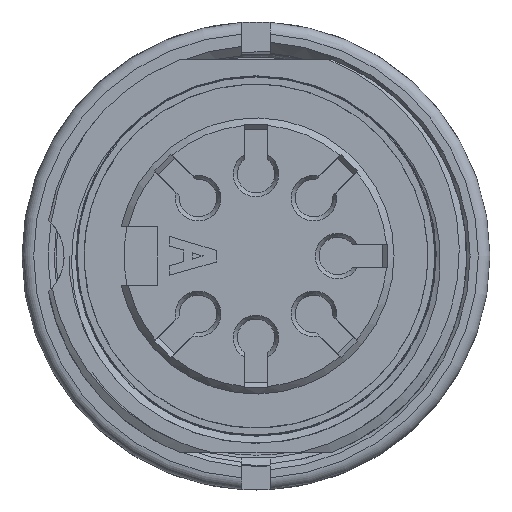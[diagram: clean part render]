
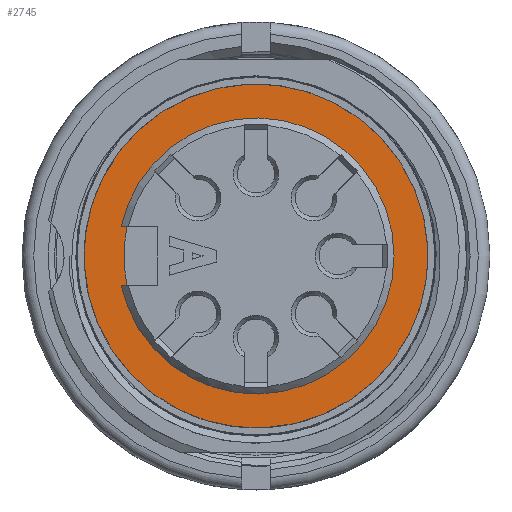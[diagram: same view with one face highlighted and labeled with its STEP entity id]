
A CAD part, front view. The second image highlights one B-rep face of the part: STEP entity #2745.
In plain terms, the highlighted planar face has unit normal (0, -1, 0).
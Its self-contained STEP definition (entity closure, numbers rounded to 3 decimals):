
#1842=FACE_BOUND('',#4019,.T.);
#1843=FACE_BOUND('',#4020,.T.);
#2031=CIRCLE('',#11207,5.9);
#2076=CIRCLE('',#11345,7.35);
#2077=CIRCLE('',#11346,5.65);
#2745=ADVANCED_FACE('',(#1842,#1843),#3253,.T.);
#3253=PLANE('',#11347);
#4019=EDGE_LOOP('',(#4999));
#4020=EDGE_LOOP('',(#5000,#5001,#5002,#5003));
#4999=ORIENTED_EDGE('',*,*,#8531,.T.);
#5000=ORIENTED_EDGE('',*,*,#8306,.F.);
#5001=ORIENTED_EDGE('',*,*,#8294,.T.);
#5002=ORIENTED_EDGE('',*,*,#8532,.T.);
#5003=ORIENTED_EDGE('',*,*,#8300,.T.);
#7375=VERTEX_POINT('',#13756);
#7376=VERTEX_POINT('',#13757);
#7380=VERTEX_POINT('',#13771);
#7381=VERTEX_POINT('',#13772);
#7533=VERTEX_POINT('',#14427);
#8294=EDGE_CURVE('',#7375,#7376,#9717,.T.);
#8300=EDGE_CURVE('',#7380,#7381,#9722,.T.);
#8306=EDGE_CURVE('',#7375,#7381,#2031,.T.);
#8531=EDGE_CURVE('',#7533,#7533,#2076,.T.);
#8532=EDGE_CURVE('',#7376,#7380,#2077,.T.);
#9717=LINE('',#13755,#10462);
#9722=LINE('',#13770,#10467);
#10462=VECTOR('',#11810,1.);
#10467=VECTOR('',#11817,1.);
#11207=AXIS2_PLACEMENT_3D('',#13785,#11824,#11825);
#11345=AXIS2_PLACEMENT_3D('',#14426,#12231,#12232);
#11346=AXIS2_PLACEMENT_3D('',#14428,#12233,#12234);
#11347=AXIS2_PLACEMENT_3D('',#14429,#12235,#12236);
#11810=DIRECTION('',(1.,0.,0.));
#11817=DIRECTION('',(-1.,0.,0.));
#11824=DIRECTION('',(0.,-1.,0.));
#11825=DIRECTION('',(0.,0.,-1.));
#12231=DIRECTION('',(0.,-1.,0.));
#12232=DIRECTION('',(0.547,0.,-0.837));
#12233=DIRECTION('',(0.,1.,0.));
#12234=DIRECTION('',(0.547,0.,-0.837));
#12235=DIRECTION('',(0.,-1.,0.));
#12236=DIRECTION('',(0.837,0.,0.547));
#13755=CARTESIAN_POINT('',(-3.604,-17.756,-1.25));
#13756=CARTESIAN_POINT('',(-5.17,-17.756,-1.25));
#13757=CARTESIAN_POINT('',(-4.914,-17.756,-1.25));
#13770=CARTESIAN_POINT('',(-6.503,-17.756,1.25));
#13771=CARTESIAN_POINT('',(-4.914,-17.756,1.25));
#13772=CARTESIAN_POINT('',(-5.17,-17.756,1.25));
#13785=CARTESIAN_POINT('',(0.596,-17.756,0.));
#14426=CARTESIAN_POINT('',(0.596,-17.756,0.));
#14427=CARTESIAN_POINT('',(4.616,-17.756,-6.153));
#14428=CARTESIAN_POINT('',(0.596,-17.756,0.));
#14429=CARTESIAN_POINT('',(0.596,-17.756,0.));
